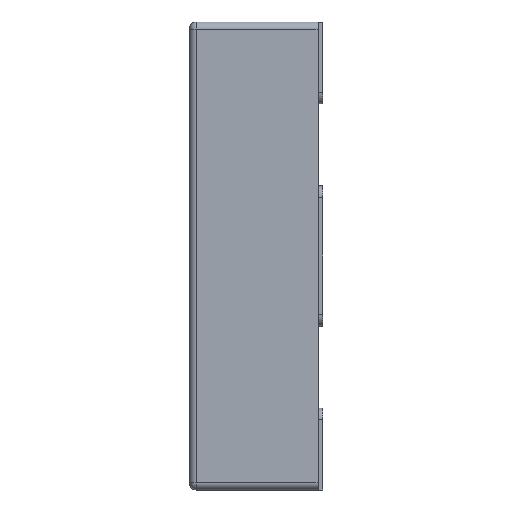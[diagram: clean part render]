
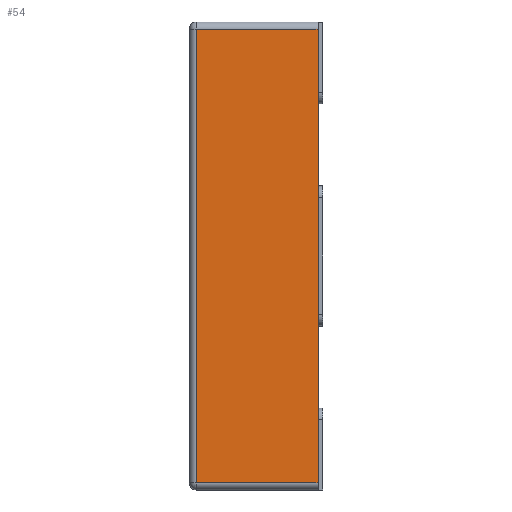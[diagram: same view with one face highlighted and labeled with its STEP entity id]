
A CAD part, left-side view. The second image highlights one B-rep face of the part: STEP entity #54.
In plain terms, the highlighted planar face has unit normal (-1, 0, 0).
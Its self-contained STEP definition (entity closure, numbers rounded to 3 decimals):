
#54 = ADVANCED_FACE ( 'NONE', ( #1591 ), #4703, .F. ) ;
#173 = VECTOR ( 'NONE', #669, 1000. ) ;
#205 = DIRECTION ( 'NONE',  ( 0., 0., -1. ) ) ;
#267 = CARTESIAN_POINT ( 'NONE',  ( -1., 0.02, -1. ) ) ;
#607 = DIRECTION ( 'NONE',  ( 0., 0., 1. ) ) ;
#669 = DIRECTION ( 'NONE',  ( 0., 1., 0. ) ) ;
#799 = CARTESIAN_POINT ( 'NONE',  ( -1., 0.02, -0.97 ) ) ;
#803 = LINE ( 'NONE', #5067, #2018 ) ;
#1094 = VERTEX_POINT ( 'NONE', #2682 ) ;
#1139 = CARTESIAN_POINT ( 'NONE',  ( -1., 0.57, 0.97 ) ) ;
#1372 = LINE ( 'NONE', #1139, #173 ) ;
#1591 = FACE_OUTER_BOUND ( 'NONE', #3762, .T. ) ;
#2018 = VECTOR ( 'NONE', #2377, 1000. ) ;
#2116 = LINE ( 'NONE', #267, #3523 ) ;
#2160 = EDGE_CURVE ( 'NONE', #1094, #4934, #2116, .T. ) ;
#2369 = AXIS2_PLACEMENT_3D ( 'NONE', #5594, #2953, #205 ) ;
#2377 = DIRECTION ( 'NONE',  ( 0., 0., -1. ) ) ;
#2503 = CARTESIAN_POINT ( 'NONE',  ( -1., 0.54, 0.97 ) ) ;
#2539 = ORIENTED_EDGE ( 'NONE', *, *, #2978, .T. ) ;
#2682 = CARTESIAN_POINT ( 'NONE',  ( -1., 0.02, -0.97 ) ) ;
#2721 = EDGE_CURVE ( 'NONE', #4658, #3084, #803, .T. ) ;
#2953 = DIRECTION ( 'NONE',  ( 1., 0., 0. ) ) ;
#2978 = EDGE_CURVE ( 'NONE', #4934, #4658, #1372, .T. ) ;
#3084 = VERTEX_POINT ( 'NONE', #5343 ) ;
#3118 = VECTOR ( 'NONE', #4028, 1000. ) ;
#3262 = LINE ( 'NONE', #799, #3118 ) ;
#3523 = VECTOR ( 'NONE', #607, 1000. ) ;
#3762 = EDGE_LOOP ( 'NONE', ( #5359, #3830, #5340, #2539 ) ) ;
#3830 = ORIENTED_EDGE ( 'NONE', *, *, #5909, .T. ) ;
#3921 = CARTESIAN_POINT ( 'NONE',  ( -1., 0.02, 0.97 ) ) ;
#4028 = DIRECTION ( 'NONE',  ( 0., -1., 0. ) ) ;
#4658 = VERTEX_POINT ( 'NONE', #2503 ) ;
#4703 = PLANE ( 'NONE',  #2369 ) ;
#4934 = VERTEX_POINT ( 'NONE', #3921 ) ;
#5067 = CARTESIAN_POINT ( 'NONE',  ( -1., 0.54, -1. ) ) ;
#5340 = ORIENTED_EDGE ( 'NONE', *, *, #2160, .T. ) ;
#5343 = CARTESIAN_POINT ( 'NONE',  ( -1., 0.54, -0.97 ) ) ;
#5359 = ORIENTED_EDGE ( 'NONE', *, *, #2721, .T. ) ;
#5594 = CARTESIAN_POINT ( 'NONE',  ( -1., 0.57, -1. ) ) ;
#5909 = EDGE_CURVE ( 'NONE', #3084, #1094, #3262, .T. ) ;
